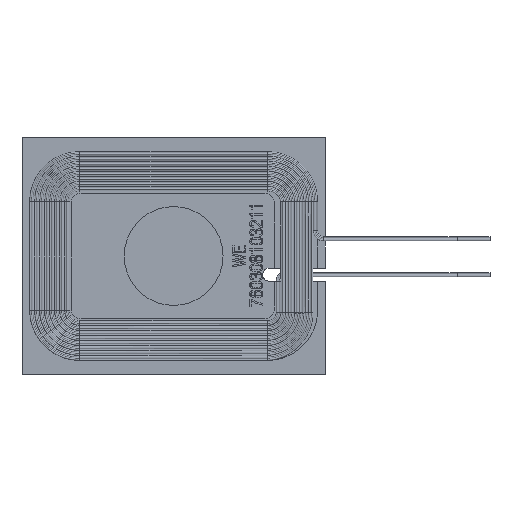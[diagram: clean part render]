
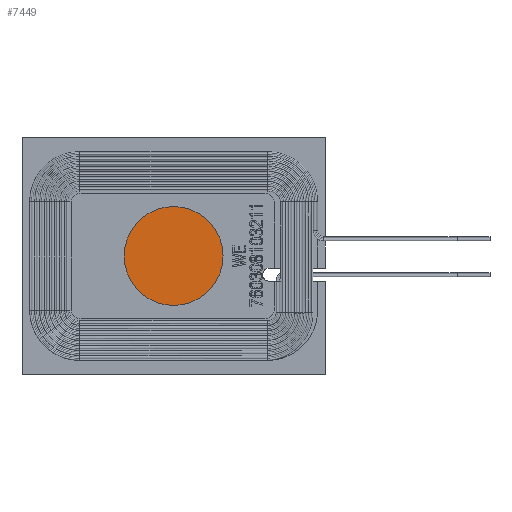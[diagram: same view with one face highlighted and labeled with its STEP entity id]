
A CAD part, top view. The second image highlights one B-rep face of the part: STEP entity #7449.
In plain terms, the highlighted planar face has unit normal (0, 0, 1).
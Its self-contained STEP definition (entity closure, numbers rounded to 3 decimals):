
#1184=CIRCLE('',#10041,7.5);
#2289=ORIENTED_EDGE('',*,*,#4202,.T.);
#4202=EDGE_CURVE('',#5230,#5230,#1184,.T.);
#5230=VERTEX_POINT('',#16189);
#6289=EDGE_LOOP('',(#2289));
#6810=FACE_BOUND('',#6289,.T.);
#7263=PLANE('',#10043);
#7449=ADVANCED_FACE('',(#6810),#7263,.T.);
#10041=AXIS2_PLACEMENT_3D('',#16188,#11148,#11149);
#10043=AXIS2_PLACEMENT_3D('',#16191,#11152,#11153);
#11148=DIRECTION('',(0.,0.,1.));
#11149=DIRECTION('',(1.,0.,0.));
#11152=DIRECTION('',(0.,0.,1.));
#11153=DIRECTION('',(1.,0.,0.));
#16188=CARTESIAN_POINT('',(0.,0.,0.));
#16189=CARTESIAN_POINT('',(7.5,0.,0.));
#16191=CARTESIAN_POINT('',(0.,0.,0.));
